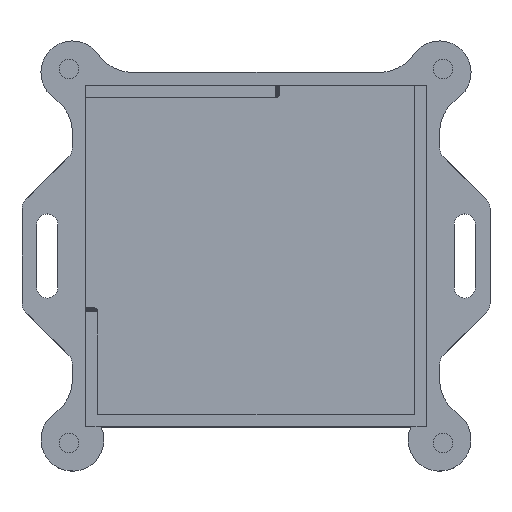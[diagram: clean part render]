
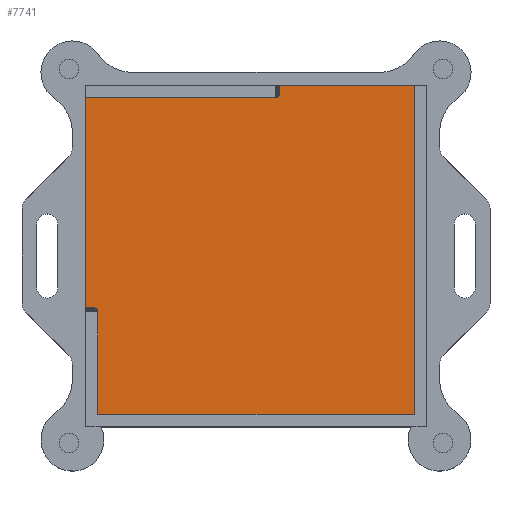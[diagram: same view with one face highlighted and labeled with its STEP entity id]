
A CAD part, top view. The second image highlights one B-rep face of the part: STEP entity #7741.
In plain terms, the highlighted planar face has unit normal (0, 0, 1).
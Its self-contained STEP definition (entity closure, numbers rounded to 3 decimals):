
#195=PLANE('',#8192);
#615=FACE_OUTER_BOUND('',#1043,.T.);
#1043=EDGE_LOOP('',(#6637,#6638,#6639,#6640,#6641,#6642,#6643,#6644,#6645,
#6646,#6647,#6648,#6649,#6650,#6651,#6652,#6653,#6654,#6655,#6656,#6657,
#6658,#6659,#6660,#6661,#6662));
#2078=LINE('',#12000,#3186);
#2094=LINE('',#12032,#3202);
#2111=LINE('',#12064,#3219);
#2114=LINE('',#12069,#3222);
#2116=LINE('',#12073,#3224);
#2118=LINE('',#12076,#3226);
#2119=LINE('',#12080,#3227);
#2120=LINE('',#12082,#3228);
#2121=LINE('',#12084,#3229);
#2122=LINE('',#12086,#3230);
#2123=LINE('',#12088,#3231);
#2124=LINE('',#12090,#3232);
#2125=LINE('',#12092,#3233);
#2126=LINE('',#12094,#3234);
#2127=LINE('',#12095,#3235);
#2128=LINE('',#12097,#3236);
#2129=LINE('',#12099,#3237);
#2130=LINE('',#12101,#3238);
#2131=LINE('',#12103,#3239);
#2132=LINE('',#12105,#3240);
#2133=LINE('',#12107,#3241);
#2134=LINE('',#12109,#3242);
#2135=LINE('',#12111,#3243);
#2136=LINE('',#12113,#3244);
#2137=LINE('',#12114,#3245);
#2138=LINE('',#12115,#3246);
#3186=VECTOR('',#9581,10.);
#3202=VECTOR('',#9599,10.);
#3219=VECTOR('',#9624,10.);
#3222=VECTOR('',#9629,10.);
#3224=VECTOR('',#9633,10.);
#3226=VECTOR('',#9637,10.);
#3227=VECTOR('',#9640,10.);
#3228=VECTOR('',#9641,10.);
#3229=VECTOR('',#9642,10.);
#3230=VECTOR('',#9643,10.);
#3231=VECTOR('',#9644,10.);
#3232=VECTOR('',#9645,10.);
#3233=VECTOR('',#9646,10.);
#3234=VECTOR('',#9647,10.);
#3235=VECTOR('',#9648,10.);
#3236=VECTOR('',#9649,10.);
#3237=VECTOR('',#9650,10.);
#3238=VECTOR('',#9651,10.);
#3239=VECTOR('',#9652,10.);
#3240=VECTOR('',#9653,10.);
#3241=VECTOR('',#9654,10.);
#3242=VECTOR('',#9655,10.);
#3243=VECTOR('',#9656,10.);
#3244=VECTOR('',#9657,10.);
#3245=VECTOR('',#9658,10.);
#3246=VECTOR('',#9659,10.);
#4139=VERTEX_POINT('',#11997);
#4140=VERTEX_POINT('',#11999);
#4154=VERTEX_POINT('',#12029);
#4155=VERTEX_POINT('',#12031);
#4165=VERTEX_POINT('',#12062);
#4166=VERTEX_POINT('',#12063);
#4167=VERTEX_POINT('',#12068);
#4168=VERTEX_POINT('',#12072);
#4169=VERTEX_POINT('',#12078);
#4170=VERTEX_POINT('',#12079);
#4171=VERTEX_POINT('',#12081);
#4172=VERTEX_POINT('',#12083);
#4173=VERTEX_POINT('',#12085);
#4174=VERTEX_POINT('',#12087);
#4175=VERTEX_POINT('',#12089);
#4176=VERTEX_POINT('',#12091);
#4177=VERTEX_POINT('',#12093);
#4178=VERTEX_POINT('',#12096);
#4179=VERTEX_POINT('',#12098);
#4180=VERTEX_POINT('',#12100);
#4181=VERTEX_POINT('',#12102);
#4182=VERTEX_POINT('',#12104);
#4183=VERTEX_POINT('',#12106);
#4184=VERTEX_POINT('',#12108);
#4185=VERTEX_POINT('',#12110);
#4186=VERTEX_POINT('',#12112);
#5012=EDGE_CURVE('',#4140,#4139,#2078,.T.);
#5028=EDGE_CURVE('',#4154,#4155,#2094,.T.);
#5045=EDGE_CURVE('',#4165,#4166,#2111,.T.);
#5048=EDGE_CURVE('',#4166,#4167,#2114,.T.);
#5050=EDGE_CURVE('',#4140,#4168,#2116,.T.);
#5052=EDGE_CURVE('',#4155,#4165,#2118,.T.);
#5053=EDGE_CURVE('',#4169,#4170,#2119,.T.);
#5054=EDGE_CURVE('',#4169,#4171,#2120,.T.);
#5055=EDGE_CURVE('',#4171,#4172,#2121,.T.);
#5056=EDGE_CURVE('',#4172,#4173,#2122,.T.);
#5057=EDGE_CURVE('',#4173,#4174,#2123,.T.);
#5058=EDGE_CURVE('',#4174,#4175,#2124,.T.);
#5059=EDGE_CURVE('',#4175,#4176,#2125,.T.);
#5060=EDGE_CURVE('',#4176,#4177,#2126,.T.);
#5061=EDGE_CURVE('',#4168,#4177,#2127,.T.);
#5062=EDGE_CURVE('',#4139,#4178,#2128,.T.);
#5063=EDGE_CURVE('',#4178,#4179,#2129,.T.);
#5064=EDGE_CURVE('',#4179,#4180,#2130,.T.);
#5065=EDGE_CURVE('',#4180,#4181,#2131,.T.);
#5066=EDGE_CURVE('',#4182,#4181,#2132,.T.);
#5067=EDGE_CURVE('',#4183,#4182,#2133,.T.);
#5068=EDGE_CURVE('',#4183,#4184,#2134,.T.);
#5069=EDGE_CURVE('',#4184,#4185,#2135,.T.);
#5070=EDGE_CURVE('',#4185,#4186,#2136,.T.);
#5071=EDGE_CURVE('',#4167,#4186,#2137,.T.);
#5072=EDGE_CURVE('',#4154,#4170,#2138,.T.);
#6637=ORIENTED_EDGE('',*,*,#5053,.F.);
#6638=ORIENTED_EDGE('',*,*,#5054,.T.);
#6639=ORIENTED_EDGE('',*,*,#5055,.T.);
#6640=ORIENTED_EDGE('',*,*,#5056,.T.);
#6641=ORIENTED_EDGE('',*,*,#5057,.T.);
#6642=ORIENTED_EDGE('',*,*,#5058,.T.);
#6643=ORIENTED_EDGE('',*,*,#5059,.T.);
#6644=ORIENTED_EDGE('',*,*,#5060,.T.);
#6645=ORIENTED_EDGE('',*,*,#5061,.F.);
#6646=ORIENTED_EDGE('',*,*,#5050,.F.);
#6647=ORIENTED_EDGE('',*,*,#5012,.T.);
#6648=ORIENTED_EDGE('',*,*,#5062,.T.);
#6649=ORIENTED_EDGE('',*,*,#5063,.T.);
#6650=ORIENTED_EDGE('',*,*,#5064,.T.);
#6651=ORIENTED_EDGE('',*,*,#5065,.T.);
#6652=ORIENTED_EDGE('',*,*,#5066,.F.);
#6653=ORIENTED_EDGE('',*,*,#5067,.F.);
#6654=ORIENTED_EDGE('',*,*,#5068,.T.);
#6655=ORIENTED_EDGE('',*,*,#5069,.T.);
#6656=ORIENTED_EDGE('',*,*,#5070,.T.);
#6657=ORIENTED_EDGE('',*,*,#5071,.F.);
#6658=ORIENTED_EDGE('',*,*,#5048,.F.);
#6659=ORIENTED_EDGE('',*,*,#5045,.F.);
#6660=ORIENTED_EDGE('',*,*,#5052,.F.);
#6661=ORIENTED_EDGE('',*,*,#5028,.F.);
#6662=ORIENTED_EDGE('',*,*,#5072,.T.);
#7741=ADVANCED_FACE('',(#615),#195,.T.);
#8192=AXIS2_PLACEMENT_3D('',#12077,#9638,#9639);
#9581=DIRECTION('',(0.,-1.,0.));
#9599=DIRECTION('',(1.,0.,0.));
#9624=DIRECTION('',(-1.,0.,0.));
#9629=DIRECTION('',(0.,1.,0.));
#9633=DIRECTION('',(1.,0.,0.));
#9637=DIRECTION('',(0.,-1.,0.));
#9638=DIRECTION('center_axis',(0.,0.,1.));
#9639=DIRECTION('ref_axis',(1.,0.,0.));
#9640=DIRECTION('',(0.087,0.996,0.));
#9641=DIRECTION('',(-0.259,-0.966,0.));
#9642=DIRECTION('',(-0.423,-0.906,0.));
#9643=DIRECTION('',(-0.574,-0.819,0.));
#9644=DIRECTION('',(-0.707,-0.707,0.));
#9645=DIRECTION('',(-0.819,-0.574,0.));
#9646=DIRECTION('',(-0.906,-0.423,0.));
#9647=DIRECTION('',(-0.966,-0.259,0.));
#9648=DIRECTION('',(0.996,0.087,0.));
#9649=DIRECTION('',(1.,0.,0.));
#9650=DIRECTION('',(0.996,-0.087,0.));
#9651=DIRECTION('',(0.966,-0.259,0.));
#9652=DIRECTION('',(0.906,-0.423,0.));
#9653=DIRECTION('',(-0.819,0.574,0.));
#9654=DIRECTION('',(-0.707,0.707,0.));
#9655=DIRECTION('',(0.574,-0.819,0.));
#9656=DIRECTION('',(0.423,-0.906,0.));
#9657=DIRECTION('',(0.259,-0.966,0.));
#9658=DIRECTION('',(-0.087,0.996,0.));
#9659=DIRECTION('',(0.,-1.,0.));
#11997=CARTESIAN_POINT('',(15.,38.9,1.5));
#11999=CARTESIAN_POINT('',(15.,88.9,1.5));
#12000=CARTESIAN_POINT('',(15.,88.9,1.5));
#12029=CARTESIAN_POINT('',(61.4,91.9,1.5));
#12031=CARTESIAN_POINT('',(93.4,91.9,1.5));
#12032=CARTESIAN_POINT('',(61.4,91.9,1.5));
#12062=CARTESIAN_POINT('',(93.4,13.5,1.5));
#12063=CARTESIAN_POINT('',(18.,13.5,1.5));
#12064=CARTESIAN_POINT('',(93.4,13.5,1.5));
#12068=CARTESIAN_POINT('',(18.,37.9,1.5));
#12069=CARTESIAN_POINT('',(18.,13.5,1.5));
#12072=CARTESIAN_POINT('',(60.4,88.9,1.5));
#12073=CARTESIAN_POINT('',(15.,88.9,1.5));
#12076=CARTESIAN_POINT('',(93.4,91.9,1.5));
#12077=CARTESIAN_POINT('Origin',(61.385,89.726,1.5));
#12078=CARTESIAN_POINT('',(61.385,89.726,1.5));
#12079=CARTESIAN_POINT('',(61.4,89.9,1.5));
#12080=CARTESIAN_POINT('',(61.385,89.726,1.5));
#12081=CARTESIAN_POINT('',(61.34,89.558,1.5));
#12082=CARTESIAN_POINT('',(61.385,89.726,1.5));
#12083=CARTESIAN_POINT('',(61.266,89.4,1.5));
#12084=CARTESIAN_POINT('',(61.34,89.558,1.5));
#12085=CARTESIAN_POINT('',(61.166,89.257,1.5));
#12086=CARTESIAN_POINT('',(61.266,89.4,1.5));
#12087=CARTESIAN_POINT('',(61.043,89.134,1.5));
#12088=CARTESIAN_POINT('',(61.166,89.257,1.5));
#12089=CARTESIAN_POINT('',(60.9,89.034,1.5));
#12090=CARTESIAN_POINT('',(61.043,89.134,1.5));
#12091=CARTESIAN_POINT('',(60.742,88.96,1.5));
#12092=CARTESIAN_POINT('',(60.9,89.034,1.5));
#12093=CARTESIAN_POINT('',(60.574,88.915,1.5));
#12094=CARTESIAN_POINT('',(60.742,88.96,1.5));
#12095=CARTESIAN_POINT('',(60.4,88.9,1.5));
#12096=CARTESIAN_POINT('',(17.,38.9,1.5));
#12097=CARTESIAN_POINT('',(15.,38.9,1.5));
#12098=CARTESIAN_POINT('',(17.174,38.885,1.5));
#12099=CARTESIAN_POINT('',(17.,38.9,1.5));
#12100=CARTESIAN_POINT('',(17.342,38.84,1.5));
#12101=CARTESIAN_POINT('',(17.174,38.885,1.5));
#12102=CARTESIAN_POINT('',(17.5,38.766,1.5));
#12103=CARTESIAN_POINT('',(17.342,38.84,1.5));
#12104=CARTESIAN_POINT('',(17.643,38.666,1.5));
#12105=CARTESIAN_POINT('',(17.643,38.666,1.5));
#12106=CARTESIAN_POINT('',(17.766,38.543,1.5));
#12107=CARTESIAN_POINT('',(17.766,38.543,1.5));
#12108=CARTESIAN_POINT('',(17.866,38.4,1.5));
#12109=CARTESIAN_POINT('',(17.766,38.543,1.5));
#12110=CARTESIAN_POINT('',(17.94,38.242,1.5));
#12111=CARTESIAN_POINT('',(17.866,38.4,1.5));
#12112=CARTESIAN_POINT('',(17.985,38.074,1.5));
#12113=CARTESIAN_POINT('',(17.94,38.242,1.5));
#12114=CARTESIAN_POINT('',(18.,37.9,1.5));
#12115=CARTESIAN_POINT('',(61.4,91.9,1.5));
